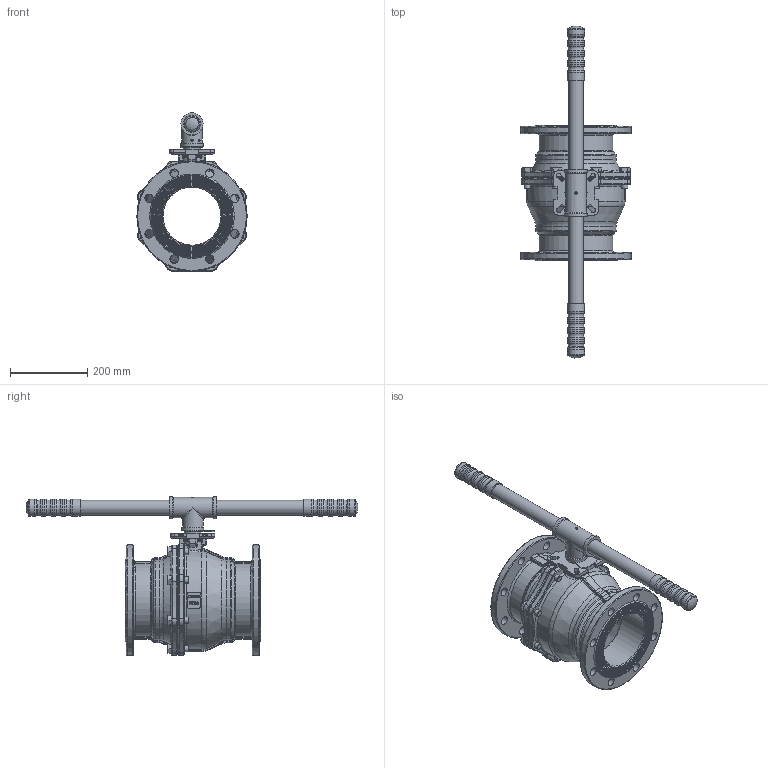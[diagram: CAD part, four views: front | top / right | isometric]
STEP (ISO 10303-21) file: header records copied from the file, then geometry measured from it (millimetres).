
FILE_DESCRIPTION(/* description */ ('Unknown'),/* implementation_level */ '2;1');
FILE_NAME(/* name */ '920-14',/* time_stamp */ '2022-07-01T09:44:44+02:00',/* author */ ('Unknown'),/* organization */ ('Unknown'),/* preprocessor_version */ 'ST-DEVELOPER v16.7',/* originating_system */ 'Solid Edge',/* authorisation */ 'Unknown');
FILE_SCHEMA (('AUTOMOTIVE_DESIGN {1 0 10303 214 3 1 1}'));
Products named in the file (15): 8M.220.150_WESA 920-14; MV-24D DN150 CAP; MV-24D DN150 BODY; Nut; MV-24D DN200 Bolt; MV-24D DN200 PLASTIC COVER; Nut Stopper; Plate Washer; MV-24D DN200 JACKSCREW2; MV-24D DN200 Sleeve; MV-24D DN200 JACKSCREW; Lock Device; Bellevlle Washer; MV-24D DN200 Handle; MV-24D DN150 STEM
Assembly tree (24 placements, depth 2):
  8M.220.150_WESA 920-14
    MV-24D DN150 CAP
    MV-24D DN150 BODY
    Nut
    MV-24D DN200 Bolt  x8
    MV-24D DN200 PLASTIC COVER  x2
    Nut Stopper
    Plate Washer
    MV-24D DN200 JACKSCREW2
    MV-24D DN200 Sleeve
    MV-24D DN200 JACKSCREW  x2
    Lock Device
    Bellevlle Washer  x2
    MV-24D DN200 Handle
    MV-24D DN150 STEM
Bounding box: 285 x 857.49 x 409.75 mm (x, y, z)
Volume: 5849743.1 mm3; surface area: 1162522.7 mm2
Topology: 24 solids, 24 shells, 1398 faces, 3390 edges, 2077 vertices
Faces by surface type: plane 511, cylinder 317, bspline 216, torus 179, cone 169, sphere 6
Full cylindrical faces by diameter (mm): 5 x3, 6 x3, 12.3 x8, 15.5 x8, 16 x8, 22 x16, 22.8 x1, 27 x4, 27.2 x1, 27.5 x1, 28 x2, 33 x1, 34 x1, 35 x1, 36 x1, 38 x3, 40 x1, 42 x2, 44 x11, 53 x2, 54 x1, 57 x3, 150 x2, 155 x2, 188 x2, 233.2 x1, 234 x1, 245 x1, 252 x2, 285 x2
Entity records: 66532 total; most frequent: CARTESIAN_POINT 38792, ORIENTED_EDGE 5560, DIRECTION 5280, EDGE_CURVE 2780, AXIS2_PLACEMENT_3D 2056, VERTEX_POINT 1829, FACE_BOUND 1667, EDGE_LOOP 1665
